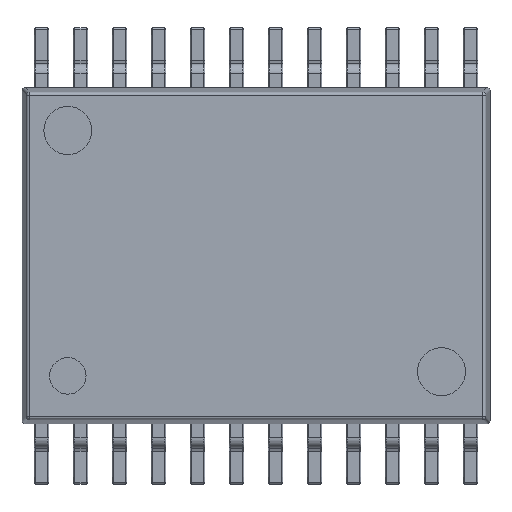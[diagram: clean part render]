
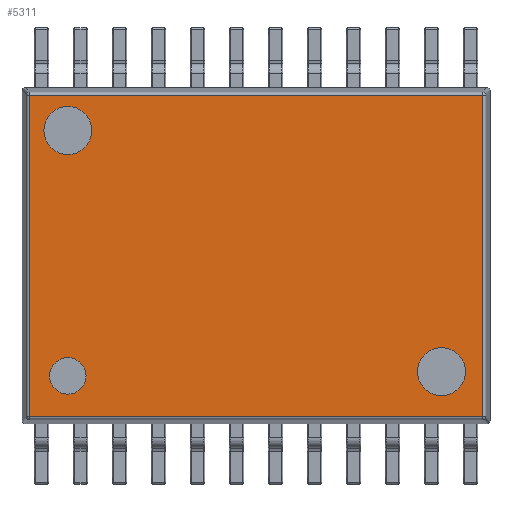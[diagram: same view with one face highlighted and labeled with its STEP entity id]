
A CAD part, top view. The second image highlights one B-rep face of the part: STEP entity #5311.
In plain terms, the highlighted planar face has unit normal (0, 0, 1).
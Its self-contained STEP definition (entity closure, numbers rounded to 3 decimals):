
#2839=EDGE_CURVE('NONE',#4563,#6581,#8069,.T.);
#2883=EDGE_CURVE('NONE',#6951,#5651,#8114,.T.);
#3153=EDGE_CURVE('NONE',#5449,#6603,#8418,.T.);
#3229=EDGE_CURVE('NONE',#5651,#6775,#8499,.T.);
#4539=VERTEX_POINT('NONE',#9973);
#4563=VERTEX_POINT('NONE',#9999);
#5231=EDGE_CURVE('NONE',#6581,#4563,#10739,.T.);
#5311=ADVANCED_FACE('NONE',(#10826,#10827,#10828,#10829),#10830,.T.);
#5449=VERTEX_POINT('NONE',#10978);
#5651=VERTEX_POINT('NONE',#11209);
#5773=VERTEX_POINT('NONE',#11346);
#5897=EDGE_CURVE('NONE',#6603,#5449,#11479,.T.);
#6581=VERTEX_POINT('NONE',#12237);
#6603=VERTEX_POINT('NONE',#12260);
#6713=VERTEX_POINT('NONE',#12385);
#6775=VERTEX_POINT('NONE',#12454);
#6951=VERTEX_POINT('NONE',#12645);
#6977=EDGE_CURVE('NONE',#6775,#5773,#12672,.T.);
#7169=EDGE_CURVE('NONE',#4539,#6713,#12876,.T.);
#7385=EDGE_CURVE('NONE',#5773,#6951,#13112,.T.);
#7757=EDGE_CURVE('NONE',#6713,#4539,#13523,.T.);
#8069=CIRCLE('',#13951,0.304);
#8114=LINE('',#14023,#14024);
#8418=CIRCLE('',#14612,0.4);
#8499=LINE('',#14794,#14795);
#9973=CARTESIAN_POINT('',(3.092,-1.531,0.85));
#9999=CARTESIAN_POINT('',(-3.136,-2.305,0.85));
#10739=CIRCLE('',#18996,0.304);
#10826=FACE_OUTER_BOUND('',#19183,.T.);
#10827=FACE_BOUND('',#19184,.T.);
#10828=FACE_BOUND('',#19185,.T.);
#10829=FACE_BOUND('',#19186,.T.);
#10830=PLANE('',#19187);
#10978=CARTESIAN_POINT('',(-3.136,1.689,0.85));
#11209=CARTESIAN_POINT('',(-3.78,2.68,0.85));
#11346=CARTESIAN_POINT('',(3.78,-2.68,0.85));
#11479=CIRCLE('',#20445,0.4);
#12237=CARTESIAN_POINT('',(-3.136,-1.698,0.85));
#12260=CARTESIAN_POINT('',(-3.136,2.489,0.85));
#12385=CARTESIAN_POINT('',(3.092,-2.331,0.85));
#12454=CARTESIAN_POINT('',(3.78,2.68,0.85));
#12645=CARTESIAN_POINT('',(-3.78,-2.68,0.85));
#12672=LINE('',#22698,#22699);
#12876=CIRCLE('',#23116,0.4);
#13112=LINE('',#23570,#23571);
#13523=CIRCLE('',#24333,0.4);
#13951=AXIS2_PLACEMENT_3D('',#24803,#24804,#24805);
#14023=CARTESIAN_POINT('',(-3.78,-2.8,0.85));
#14024=VECTOR('',#24837,1000.0);
#14612=AXIS2_PLACEMENT_3D('',#25185,#25186,#25187);
#14794=CARTESIAN_POINT('',(-3.9,2.68,0.85));
#14795=VECTOR('',#25251,1000.0);
#18996=AXIS2_PLACEMENT_3D('',#27881,#27882,#27883);
#19183=EDGE_LOOP('',(#27970,#27971,#27972,#27973));
#19184=EDGE_LOOP('',(#27974,#27975));
#19185=EDGE_LOOP('',(#27976,#27977));
#19186=EDGE_LOOP('',(#27978,#27979));
#19187=AXIS2_PLACEMENT_3D('',#27980,#27981,#27982);
#20445=AXIS2_PLACEMENT_3D('',#28749,#28750,#28751);
#22698=CARTESIAN_POINT('',(3.78,-2.8,0.85));
#22699=VECTOR('',#30072,1000.0);
#23116=AXIS2_PLACEMENT_3D('',#30262,#30263,#30264);
#23570=CARTESIAN_POINT('',(-3.9,-2.68,0.85));
#23571=VECTOR('',#30511,1000.0);
#24333=AXIS2_PLACEMENT_3D('',#30977,#30978,#30979);
#24803=CARTESIAN_POINT('',(-3.136,-2.001,0.85));
#24804=DIRECTION('',(-0.0,0.,-1.0));
#24805=DIRECTION('',(0.0,-1.0,0.));
#24837=DIRECTION('',(0.,1.0,0.));
#25185=CARTESIAN_POINT('',(-3.136,2.089,0.85));
#25186=DIRECTION('',(-0.0,0.,-1.0));
#25187=DIRECTION('',(0.0,-1.0,0.));
#25251=DIRECTION('',(1.0,-0.0,-0.0));
#27881=CARTESIAN_POINT('',(-3.136,-2.001,0.85));
#27882=DIRECTION('',(-0.0,0.,-1.0));
#27883=DIRECTION('',(0.0,-1.0,0.));
#27970=ORIENTED_EDGE('',*,*,#2883,.F.);
#27971=ORIENTED_EDGE('',*,*,#7385,.F.);
#27972=ORIENTED_EDGE('',*,*,#6977,.F.);
#27973=ORIENTED_EDGE('',*,*,#3229,.F.);
#27974=ORIENTED_EDGE('',*,*,#2839,.T.);
#27975=ORIENTED_EDGE('',*,*,#5231,.T.);
#27976=ORIENTED_EDGE('',*,*,#7757,.T.);
#27977=ORIENTED_EDGE('',*,*,#7169,.T.);
#27978=ORIENTED_EDGE('',*,*,#3153,.T.);
#27979=ORIENTED_EDGE('',*,*,#5897,.T.);
#27980=CARTESIAN_POINT('',(-3.9,-2.8,0.85));
#27981=DIRECTION('',(-0.0,0.,1.0));
#27982=DIRECTION('',(1.0,0.0,0.0));
#28749=CARTESIAN_POINT('',(-3.136,2.089,0.85));
#28750=DIRECTION('',(-0.0,0.,-1.0));
#28751=DIRECTION('',(0.0,-1.0,0.));
#30072=DIRECTION('',(0.,-1.0,0.));
#30262=CARTESIAN_POINT('',(3.092,-1.931,0.85));
#30263=DIRECTION('',(-0.0,0.,-1.0));
#30264=DIRECTION('',(0.0,-1.0,0.));
#30511=DIRECTION('',(-1.0,-0.0,-0.0));
#30977=CARTESIAN_POINT('',(3.092,-1.931,0.85));
#30978=DIRECTION('',(-0.0,0.,-1.0));
#30979=DIRECTION('',(0.0,-1.0,0.));
